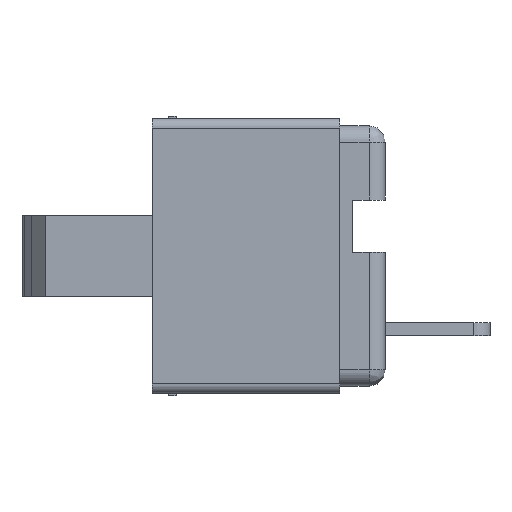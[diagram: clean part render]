
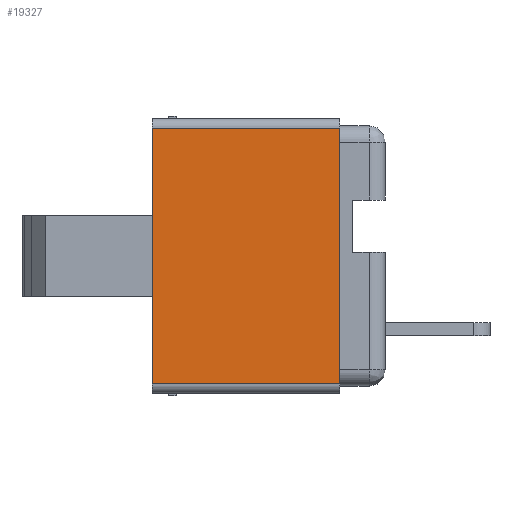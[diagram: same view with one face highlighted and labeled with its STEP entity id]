
A CAD part, left-side view. The second image highlights one B-rep face of the part: STEP entity #19327.
In plain terms, the highlighted face is a extrusion surface.
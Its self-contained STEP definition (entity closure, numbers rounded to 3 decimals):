
#19327 = ADVANCED_FACE('',(#19328),#19342,.T.);
#19328 = FACE_BOUND('',#19329,.T.);
#19329 = EDGE_LOOP('',(#19330,#19354,#19369,#19384));
#19330 = ORIENTED_EDGE('',*,*,#19331,.T.);
#19331 = EDGE_CURVE('',#19332,#19334,#19336,.T.);
#19332 = VERTEX_POINT('',#19333);
#19333 = CARTESIAN_POINT('',(-9.563,0.,-4.991));
#19334 = VERTEX_POINT('',#19335);
#19335 = CARTESIAN_POINT('',(-9.563,0.,4.991));
#19336 = SURFACE_CURVE('',#19337,(#19341),.PCURVE_S1.);
#19337 = LINE('',#19338,#19339);
#19338 = CARTESIAN_POINT('',(-9.563,0.,-4.991));
#19339 = VECTOR('',#19340,1.);
#19340 = DIRECTION('',(0.,0.,1.));
#19341 = PCURVE('',#19342,#19349);
#19342 = SURFACE_OF_LINEAR_EXTRUSION('',#19343,#19347);
#19343 = LINE('',#19344,#19345);
#19344 = CARTESIAN_POINT('',(-9.563,0.,-4.991));
#19345 = VECTOR('',#19346,1.);
#19346 = DIRECTION('',(0.,0.,1.));
#19347 = VECTOR('',#19348,1.);
#19348 = DIRECTION('',(0.,1.,0.));
#19349 = DEFINITIONAL_REPRESENTATION('',(#19350),#19353);
#19350 = B_SPLINE_CURVE_WITH_KNOTS('',1,(#19351,#19352),.UNSPECIFIED.,
  .F.,.F.,(2,2),(0.,9.982),.PIECEWISE_BEZIER_KNOTS.);
#19351 = CARTESIAN_POINT('',(0.,0.));
#19352 = CARTESIAN_POINT('',(9.982,0.));
#19353 = ( GEOMETRIC_REPRESENTATION_CONTEXT(2) 
PARAMETRIC_REPRESENTATION_CONTEXT() REPRESENTATION_CONTEXT('2D SPACE',''
  ) );
#19354 = ORIENTED_EDGE('',*,*,#19355,.T.);
#19355 = EDGE_CURVE('',#19334,#19356,#19358,.T.);
#19356 = VERTEX_POINT('',#19357);
#19357 = CARTESIAN_POINT('',(-9.563,7.315,
    4.991));
#19358 = SURFACE_CURVE('',#19359,(#19363),.PCURVE_S1.);
#19359 = LINE('',#19360,#19361);
#19360 = CARTESIAN_POINT('',(-9.563,0.,4.991));
#19361 = VECTOR('',#19362,1.);
#19362 = DIRECTION('',(0.,1.,0.));
#19363 = PCURVE('',#19342,#19364);
#19364 = DEFINITIONAL_REPRESENTATION('',(#19365),#19368);
#19365 = B_SPLINE_CURVE_WITH_KNOTS('',1,(#19366,#19367),.UNSPECIFIED.,
  .F.,.F.,(2,2),(0.,7.315),.PIECEWISE_BEZIER_KNOTS.);
#19366 = CARTESIAN_POINT('',(9.982,0.));
#19367 = CARTESIAN_POINT('',(9.982,7.315));
#19368 = ( GEOMETRIC_REPRESENTATION_CONTEXT(2) 
PARAMETRIC_REPRESENTATION_CONTEXT() REPRESENTATION_CONTEXT('2D SPACE',''
  ) );
#19369 = ORIENTED_EDGE('',*,*,#19370,.T.);
#19370 = EDGE_CURVE('',#19356,#19371,#19373,.T.);
#19371 = VERTEX_POINT('',#19372);
#19372 = CARTESIAN_POINT('',(-9.563,7.315,
    -4.991));
#19373 = SURFACE_CURVE('',#19374,(#19378),.PCURVE_S1.);
#19374 = LINE('',#19375,#19376);
#19375 = CARTESIAN_POINT('',(-9.563,7.315,4.991));
#19376 = VECTOR('',#19377,1.);
#19377 = DIRECTION('',(0.,0.,-1.));
#19378 = PCURVE('',#19342,#19379);
#19379 = DEFINITIONAL_REPRESENTATION('',(#19380),#19383);
#19380 = B_SPLINE_CURVE_WITH_KNOTS('',1,(#19381,#19382),.UNSPECIFIED.,
  .F.,.F.,(2,2),(0.,9.982),.PIECEWISE_BEZIER_KNOTS.);
#19381 = CARTESIAN_POINT('',(9.982,7.315));
#19382 = CARTESIAN_POINT('',(0.,7.315));
#19383 = ( GEOMETRIC_REPRESENTATION_CONTEXT(2) 
PARAMETRIC_REPRESENTATION_CONTEXT() REPRESENTATION_CONTEXT('2D SPACE',''
  ) );
#19384 = ORIENTED_EDGE('',*,*,#19385,.T.);
#19385 = EDGE_CURVE('',#19371,#19332,#19386,.T.);
#19386 = SURFACE_CURVE('',#19387,(#19391),.PCURVE_S1.);
#19387 = LINE('',#19388,#19389);
#19388 = CARTESIAN_POINT('',(-9.563,7.315,-4.991));
#19389 = VECTOR('',#19390,1.);
#19390 = DIRECTION('',(0.,-1.,0.));
#19391 = PCURVE('',#19342,#19392);
#19392 = DEFINITIONAL_REPRESENTATION('',(#19393),#19396);
#19393 = B_SPLINE_CURVE_WITH_KNOTS('',1,(#19394,#19395),.UNSPECIFIED.,
  .F.,.F.,(2,2),(0.,7.315),.PIECEWISE_BEZIER_KNOTS.);
#19394 = CARTESIAN_POINT('',(0.,7.315));
#19395 = CARTESIAN_POINT('',(0.,0.));
#19396 = ( GEOMETRIC_REPRESENTATION_CONTEXT(2) 
PARAMETRIC_REPRESENTATION_CONTEXT() REPRESENTATION_CONTEXT('2D SPACE',''
  ) );
